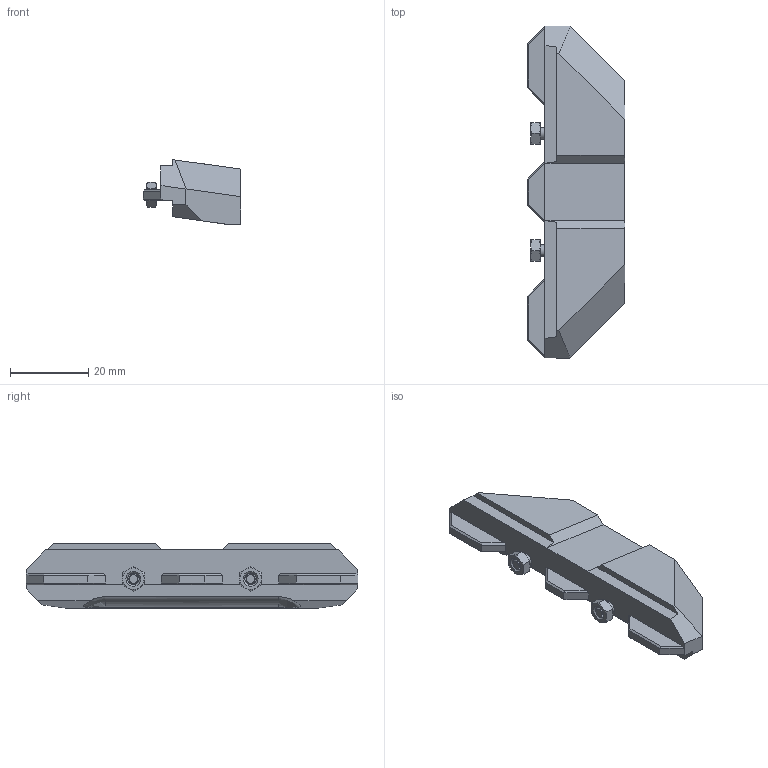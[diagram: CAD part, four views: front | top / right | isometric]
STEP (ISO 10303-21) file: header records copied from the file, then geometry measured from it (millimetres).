
FILE_DESCRIPTION(/* description */ (''),/* implementation_level */ '2;1');
FILE_NAME(/* name */ 'Dual_Bolted_Stealth_Handles_Assembly.stp',/* time_stamp */ '2025-03-20T18:43:43+08:00',/* author */ (''),/* organization */ (''),/* preprocessor_version */ 'ST-DEVELOPER v19.4',/* originating_system */ 'SIEMENS PLM Software NX2306.3001',/* authorisation */ '');
FILE_SCHEMA (('AUTOMOTIVE_DESIGN { 1 0 10303 214 3 1 1 1 }'));
Length unit declared in the file: millimetre
Products named in the file (1): Dual_Bolted_Stealth_Handles_Assembly_objects
Bounding box: 24.9 x 85 x 16.6 mm (x, y, z)
Volume: 18133.7 mm3; surface area: 7049.2 mm2
Topology: 5 solids, 5 shells, 195 faces, 459 edges, 278 vertices
Faces by surface type: plane 132, cone 46, cylinder 13, sphere 2, bspline 2
Full cylindrical faces by diameter (mm): 3 x4, 3.4 x2, 5.7 x2, 6.5 x2
Entity records: 5883 total; most frequent: CARTESIAN_POINT 1169, ORIENTED_EDGE 918, DIRECTION 875, EDGE_CURVE 459, LINE 299, VECTOR 299, AXIS2_PLACEMENT_3D 288, VERTEX_POINT 278
